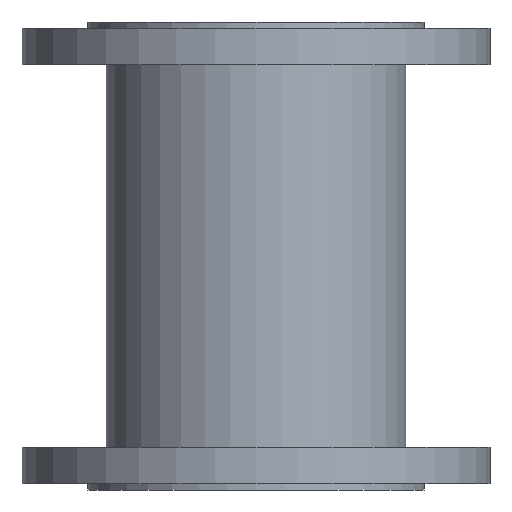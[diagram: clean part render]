
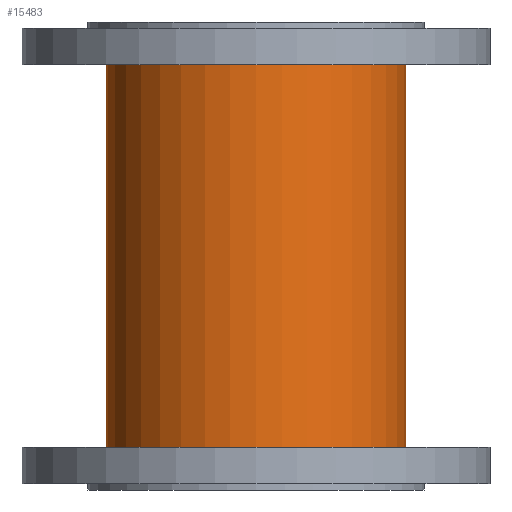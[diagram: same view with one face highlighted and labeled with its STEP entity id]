
A CAD part, front view. The second image highlights one B-rep face of the part: STEP entity #15483.
In plain terms, the highlighted cylindrical face has radius 70.5 mm (diameter 141 mm), a full revolution.
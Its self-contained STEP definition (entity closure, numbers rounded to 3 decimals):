
#789=CIRCLE('',#16266,70.5);
#790=CIRCLE('',#16267,70.5);
#903=CYLINDRICAL_SURFACE('',#16265,70.5);
#1748=FACE_OUTER_BOUND('',#2675,.T.);
#2675=EDGE_LOOP('',(#14107,#14108,#14109,#14110));
#3820=LINE('',#37372,#4921);
#4921=VECTOR('',#18882,70.5);
#7280=VERTEX_POINT('',#37369);
#7281=VERTEX_POINT('',#37371);
#9568=EDGE_CURVE('',#7280,#7280,#789,.T.);
#9569=EDGE_CURVE('',#7280,#7281,#3820,.T.);
#9570=EDGE_CURVE('',#7281,#7281,#790,.T.);
#14107=ORIENTED_EDGE('',*,*,#9568,.F.);
#14108=ORIENTED_EDGE('',*,*,#9569,.T.);
#14109=ORIENTED_EDGE('',*,*,#9570,.F.);
#14110=ORIENTED_EDGE('',*,*,#9569,.F.);
#15483=ADVANCED_FACE('',(#1748),#903,.T.);
#16265=AXIS2_PLACEMENT_3D('',#37368,#18878,#18879);
#16266=AXIS2_PLACEMENT_3D('',#37370,#18880,#18881);
#16267=AXIS2_PLACEMENT_3D('',#37373,#18883,#18884);
#18878=DIRECTION('center_axis',(0.,0.,-1.));
#18879=DIRECTION('ref_axis',(1.,0.,0.));
#18880=DIRECTION('center_axis',(0.,0.,-1.));
#18881=DIRECTION('ref_axis',(1.,0.,0.));
#18882=DIRECTION('',(0.,0.,1.));
#18883=DIRECTION('center_axis',(0.,0.,1.));
#18884=DIRECTION('ref_axis',(1.,0.,0.));
#37368=CARTESIAN_POINT('Origin',(0.,0.,0.));
#37369=CARTESIAN_POINT('',(-70.5,0.,-180.));
#37370=CARTESIAN_POINT('Origin',(0.,0.,-180.));
#37371=CARTESIAN_POINT('',(-70.5,0.,0.));
#37372=CARTESIAN_POINT('',(-70.5,0.,0.));
#37373=CARTESIAN_POINT('Origin',(0.,0.,0.));
